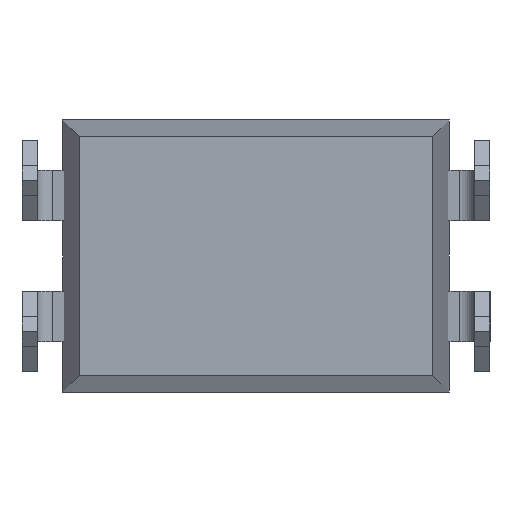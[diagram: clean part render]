
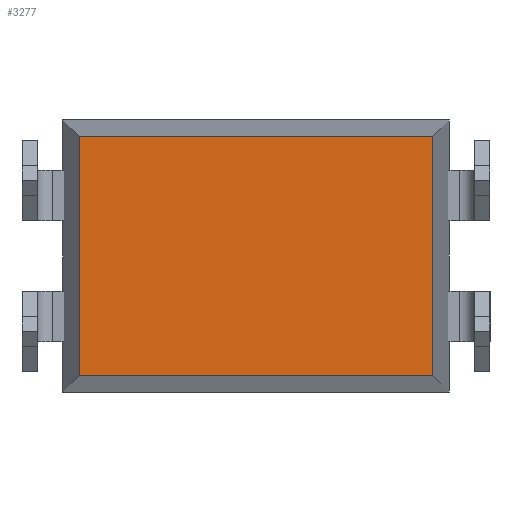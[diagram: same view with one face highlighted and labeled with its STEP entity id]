
A CAD part, front view. The second image highlights one B-rep face of the part: STEP entity #3277.
In plain terms, the highlighted planar face has unit normal (0, -1, 0).
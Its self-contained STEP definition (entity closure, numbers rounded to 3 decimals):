
#5 = CARTESIAN_POINT ( 'NONE',  ( 2.973, -1.75, -2.29 ) ) ;
#27 = DIRECTION ( 'NONE',  ( 1., 0., 0. ) ) ;
#182 = CARTESIAN_POINT ( 'NONE',  ( 0., -1.75, 0. ) ) ;
#323 = CARTESIAN_POINT ( 'NONE',  ( 2.973, -1.75, -2.013 ) ) ;
#570 = DIRECTION ( 'NONE',  ( 0., 0., 1. ) ) ;
#692 = DIRECTION ( 'NONE',  ( 0., 0., -1. ) ) ;
#923 = DIRECTION ( 'NONE',  ( 0., 0., -1. ) ) ;
#960 = ORIENTED_EDGE ( 'NONE', *, *, #2553, .T. ) ;
#980 = ORIENTED_EDGE ( 'NONE', *, *, #1014, .T. ) ;
#1014 = EDGE_CURVE ( 'NONE', #2307, #3029, #2920, .T. ) ;
#1032 = CARTESIAN_POINT ( 'NONE',  ( -2.973, -1.75, 2.013 ) ) ;
#1052 = VERTEX_POINT ( 'NONE', #2861 ) ;
#1100 = LINE ( 'NONE', #2601, #3325 ) ;
#1457 = DIRECTION ( 'NONE',  ( -1., 0., 0. ) ) ;
#1703 = CARTESIAN_POINT ( 'NONE',  ( -3.25, -1.75, -2.013 ) ) ;
#1892 = FACE_OUTER_BOUND ( 'NONE', #2796, .T. ) ;
#1894 = ORIENTED_EDGE ( 'NONE', *, *, #3051, .T. ) ;
#1935 = LINE ( 'NONE', #3544, #3665 ) ;
#2091 = ORIENTED_EDGE ( 'NONE', *, *, #3662, .T. ) ;
#2148 = AXIS2_PLACEMENT_3D ( 'NONE', #182, #2443, #692 ) ;
#2307 = VERTEX_POINT ( 'NONE', #3382 ) ;
#2416 = PLANE ( 'NONE',  #2148 ) ;
#2429 = VERTEX_POINT ( 'NONE', #1032 ) ;
#2443 = DIRECTION ( 'NONE',  ( 0., -1., 0. ) ) ;
#2553 = EDGE_CURVE ( 'NONE', #3029, #1052, #2894, .T. ) ;
#2601 = CARTESIAN_POINT ( 'NONE',  ( 3.25, -1.75, 2.013 ) ) ;
#2796 = EDGE_LOOP ( 'NONE', ( #1894, #2091, #980, #960 ) ) ;
#2861 = CARTESIAN_POINT ( 'NONE',  ( 2.973, -1.75, 2.013 ) ) ;
#2894 = LINE ( 'NONE', #5, #3687 ) ;
#2920 = LINE ( 'NONE', #1703, #3538 ) ;
#3029 = VERTEX_POINT ( 'NONE', #323 ) ;
#3051 = EDGE_CURVE ( 'NONE', #1052, #2429, #1100, .T. ) ;
#3277 = ADVANCED_FACE ( 'NONE', ( #1892 ), #2416, .T. ) ;
#3325 = VECTOR ( 'NONE', #1457, 1000. ) ;
#3382 = CARTESIAN_POINT ( 'NONE',  ( -2.973, -1.75, -2.013 ) ) ;
#3538 = VECTOR ( 'NONE', #27, 1000. ) ;
#3544 = CARTESIAN_POINT ( 'NONE',  ( -2.973, -1.75, 2.29 ) ) ;
#3662 = EDGE_CURVE ( 'NONE', #2429, #2307, #1935, .T. ) ;
#3665 = VECTOR ( 'NONE', #923, 1000. ) ;
#3687 = VECTOR ( 'NONE', #570, 1000. ) ;
